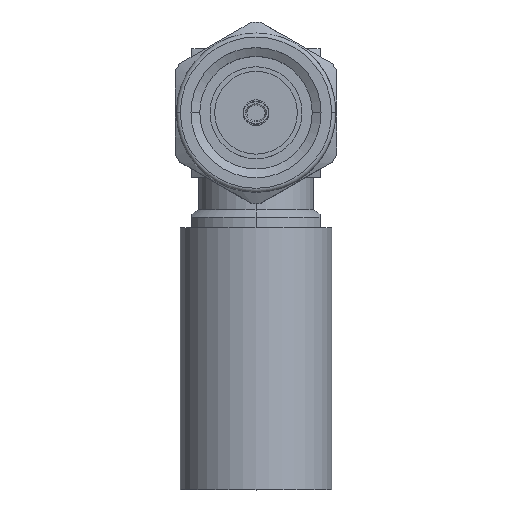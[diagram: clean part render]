
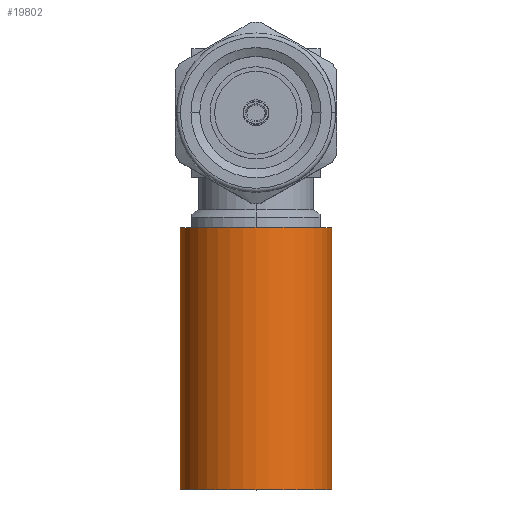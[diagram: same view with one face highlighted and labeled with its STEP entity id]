
A CAD part, top view. The second image highlights one B-rep face of the part: STEP entity #19802.
In plain terms, the highlighted cylindrical face has radius 3.75 mm (diameter 7.5 mm), a partial arc.
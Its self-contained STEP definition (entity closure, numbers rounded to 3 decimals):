
#160 = ORIENTED_EDGE ( 'NONE', *, *, #21582, .F. ) ;
#211 = CARTESIAN_POINT ( 'NONE',  ( 3.75, -5.675, -10.3 ) ) ;
#327 = CARTESIAN_POINT ( 'NONE',  ( 0., -18.675, -10.3 ) ) ;
#845 = DIRECTION ( 'NONE',  ( 0., 1., 0. ) ) ;
#1058 = ORIENTED_EDGE ( 'NONE', *, *, #8997, .T. ) ;
#1092 = AXIS2_PLACEMENT_3D ( 'NONE', #327, #12652, #2074 ) ;
#1973 = CIRCLE ( 'NONE', #1092, 3.75 ) ;
#2074 = DIRECTION ( 'NONE',  ( -1., 0., 0. ) ) ;
#2425 = VERTEX_POINT ( 'NONE', #19308 ) ;
#3036 = VECTOR ( 'NONE', #845, 1000. ) ;
#3216 = CYLINDRICAL_SURFACE ( 'NONE', #7940, 3.75 ) ;
#3582 = CARTESIAN_POINT ( 'NONE',  ( -3.75, -18.675, -10.3 ) ) ;
#3751 = VECTOR ( 'NONE', #17611, 1000. ) ;
#4921 = DIRECTION ( 'NONE',  ( -1., 0., 0. ) ) ;
#5290 = CARTESIAN_POINT ( 'NONE',  ( 3.75, -4.265, -10.3 ) ) ;
#5691 = EDGE_CURVE ( 'NONE', #13185, #2425, #1973, .T. ) ;
#5714 = VERTEX_POINT ( 'NONE', #14450 ) ;
#6262 = EDGE_LOOP ( 'NONE', ( #10727, #1058, #13026, #160 ) ) ;
#7745 = LINE ( 'NONE', #7842, #3036 ) ;
#7842 = CARTESIAN_POINT ( 'NONE',  ( -3.75, -4.265, -10.3 ) ) ;
#7940 = AXIS2_PLACEMENT_3D ( 'NONE', #20703, #18946, #4921 ) ;
#8997 = EDGE_CURVE ( 'NONE', #2425, #19416, #12570, .T. ) ;
#9022 = DIRECTION ( 'NONE',  ( 0., 1., 0. ) ) ;
#9538 = FACE_OUTER_BOUND ( 'NONE', #6262, .T. ) ;
#9556 = CIRCLE ( 'NONE', #14883, 3.75 ) ;
#10727 = ORIENTED_EDGE ( 'NONE', *, *, #5691, .T. ) ;
#12570 = LINE ( 'NONE', #5290, #3751 ) ;
#12652 = DIRECTION ( 'NONE',  ( 0., 1., 0. ) ) ;
#13026 = ORIENTED_EDGE ( 'NONE', *, *, #14810, .F. ) ;
#13185 = VERTEX_POINT ( 'NONE', #3582 ) ;
#14450 = CARTESIAN_POINT ( 'NONE',  ( -3.75, -5.675, -10.3 ) ) ;
#14810 = EDGE_CURVE ( 'NONE', #5714, #19416, #9556, .T. ) ;
#14883 = AXIS2_PLACEMENT_3D ( 'NONE', #19584, #9022, #21379 ) ;
#17611 = DIRECTION ( 'NONE',  ( 0., 1., 0. ) ) ;
#18946 = DIRECTION ( 'NONE',  ( 0., 1., 0. ) ) ;
#19308 = CARTESIAN_POINT ( 'NONE',  ( 3.75, -18.675, -10.3 ) ) ;
#19416 = VERTEX_POINT ( 'NONE', #211 ) ;
#19584 = CARTESIAN_POINT ( 'NONE',  ( 0., -5.675, -10.3 ) ) ;
#19802 = ADVANCED_FACE ( 'NONE', ( #9538 ), #3216, .T. ) ;
#20703 = CARTESIAN_POINT ( 'NONE',  ( 0., -4.265, -10.3 ) ) ;
#21379 = DIRECTION ( 'NONE',  ( -1., 0., 0. ) ) ;
#21582 = EDGE_CURVE ( 'NONE', #13185, #5714, #7745, .T. ) ;
